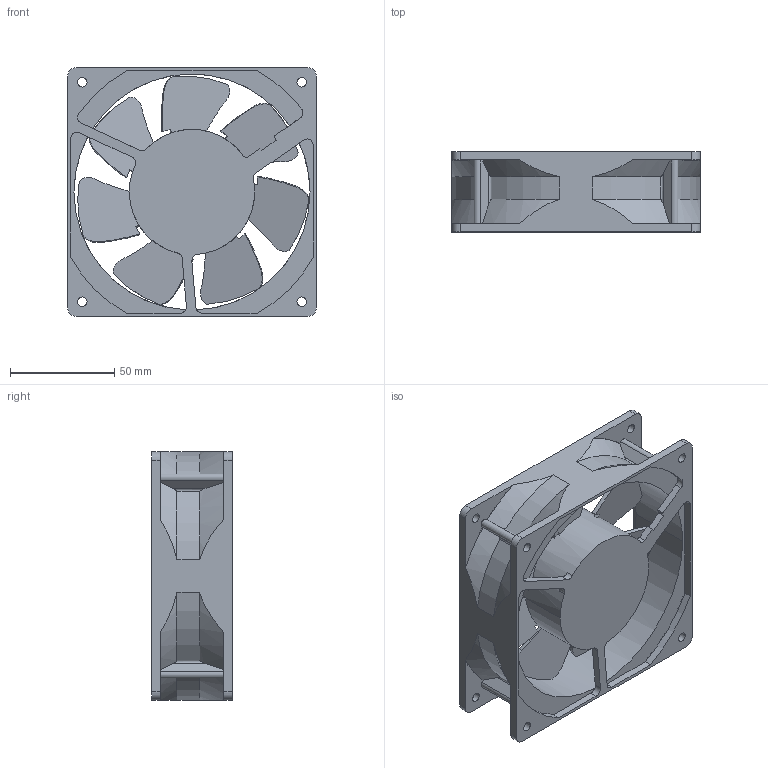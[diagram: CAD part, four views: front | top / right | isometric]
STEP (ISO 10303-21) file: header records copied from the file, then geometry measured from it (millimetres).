
FILE_DESCRIPTION(('starvars output'),'2;1');
FILE_NAME('d1238.stp','14:53:46 2014/09/16',( 'Thomas Industrial Network Germany GmbH'),( 'Thomas Industrial Network Germany GmbH'),'unknown preprocess','ACIS' ,'unknown authorization');
FILE_SCHEMA(('AUTOMOTIVE_DESIGN_CC2 {UNKNOWN IMPLEMENTATION LEVEL}'));
Length unit declared in the file: millimetre
Products named in the file (1): PRODUCT_ID_16
Bounding box: 119 x 38.5 x 119 mm (x, y, z)
Volume: 192629.8 mm3; surface area: 68230.4 mm2
Topology: 1 solids, 1 shells, 229 faces, 663 edges, 440 vertices
Faces by surface type: cylinder 132, plane 81, cone 16
Entity records: 9214 total; most frequent: CARTESIAN_POINT 1530, ORIENTED_EDGE 1326, DIRECTION 1141, EDGE_CURVE 663, VERTEX_POINT 440, AXIS2_PLACEMENT_3D 427, VECTOR 287, LINE 287
